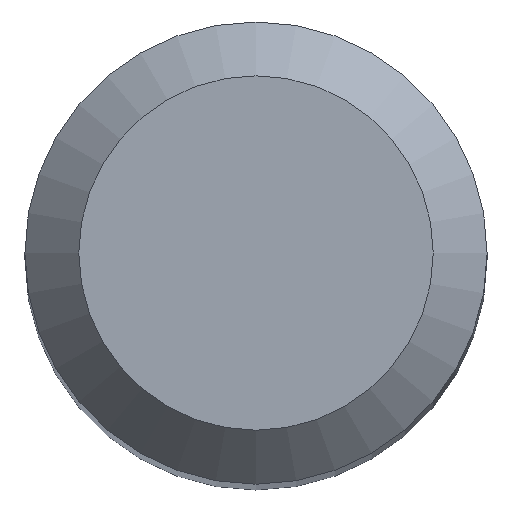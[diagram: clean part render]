
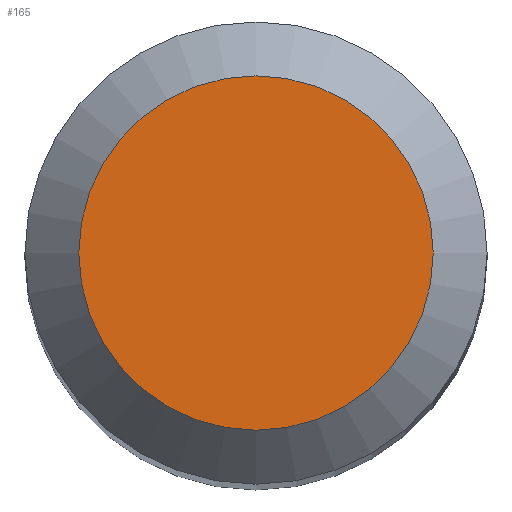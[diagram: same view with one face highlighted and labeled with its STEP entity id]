
A CAD part, top view. The second image highlights one B-rep face of the part: STEP entity #165.
In plain terms, the highlighted planar face has unit normal (0, 0, 1).
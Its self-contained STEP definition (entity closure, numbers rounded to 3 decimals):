
#29 = CARTESIAN_POINT ( 'NONE',  ( 0., 0., 79. ) ) ;
#31 = DIRECTION ( 'NONE',  ( 0., 1., 0. ) ) ;
#35 = AXIS2_PLACEMENT_3D ( 'NONE', #57, #76, #180 ) ;
#57 = CARTESIAN_POINT ( 'NONE',  ( 0., 0., 79. ) ) ;
#76 = DIRECTION ( 'NONE',  ( 0., 0., -1. ) ) ;
#91 = PLANE ( 'NONE',  #240 ) ;
#103 = CIRCLE ( 'NONE', #35, 2.3 ) ;
#119 = CARTESIAN_POINT ( 'NONE',  ( 0., 2.3, 79. ) ) ;
#122 = VERTEX_POINT ( 'NONE', #119 ) ;
#165 = ADVANCED_FACE ( 'NONE', ( #235 ), #91, .F. ) ;
#167 = EDGE_LOOP ( 'NONE', ( #172 ) ) ;
#172 = ORIENTED_EDGE ( 'NONE', *, *, #243, .F. ) ;
#175 = DIRECTION ( 'NONE',  ( 0., 0., -1. ) ) ;
#180 = DIRECTION ( 'NONE',  ( 0., 1., 0. ) ) ;
#235 = FACE_OUTER_BOUND ( 'NONE', #167, .T. ) ;
#240 = AXIS2_PLACEMENT_3D ( 'NONE', #29, #175, #31 ) ;
#243 = EDGE_CURVE ( 'NONE', #122, #122, #103, .T. ) ;
